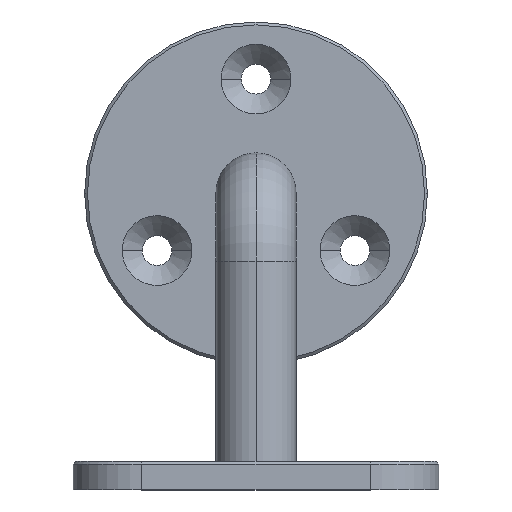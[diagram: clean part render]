
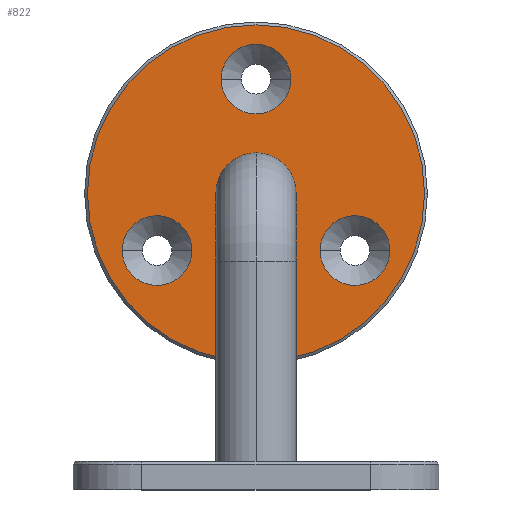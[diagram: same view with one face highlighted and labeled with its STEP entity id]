
A CAD part, top view. The second image highlights one B-rep face of the part: STEP entity #822.
In plain terms, the highlighted planar face has unit normal (0, 0, 1).
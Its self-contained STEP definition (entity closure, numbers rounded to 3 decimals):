
#111=CARTESIAN_POINT('',(0.,0.,0.));
#112=DIRECTION('',(0.,0.,1.));
#113=DIRECTION('',(0.,-1.,0.));
#114=AXIS2_PLACEMENT_3D('',#111,#112,#113);
#116=CARTESIAN_POINT('',(0.,0.,0.));
#117=DIRECTION('',(0.,0.,1.));
#118=DIRECTION('',(0.,1.,0.));
#119=AXIS2_PLACEMENT_3D('',#116,#117,#118);
#121=CARTESIAN_POINT('',(0.,20.,0.));
#122=DIRECTION('',(0.,0.,-1.));
#123=DIRECTION('',(-1.,0.,0.));
#124=AXIS2_PLACEMENT_3D('',#121,#122,#123);
#126=CARTESIAN_POINT('',(0.,20.,0.));
#127=DIRECTION('',(0.,0.,-1.));
#128=DIRECTION('',(1.,0.,0.));
#129=AXIS2_PLACEMENT_3D('',#126,#127,#128);
#131=CARTESIAN_POINT('',(-17.321,-10.,0.));
#132=DIRECTION('',(0.,0.,-1.));
#133=DIRECTION('',(-1.,0.,0.));
#134=AXIS2_PLACEMENT_3D('',#131,#132,#133);
#136=CARTESIAN_POINT('',(-17.321,-10.,0.));
#137=DIRECTION('',(0.,0.,-1.));
#138=DIRECTION('',(1.,0.,0.));
#139=AXIS2_PLACEMENT_3D('',#136,#137,#138);
#141=CARTESIAN_POINT('',(17.321,-10.,0.));
#142=DIRECTION('',(0.,0.,-1.));
#143=DIRECTION('',(-1.,0.,0.));
#144=AXIS2_PLACEMENT_3D('',#141,#142,#143);
#146=CARTESIAN_POINT('',(17.321,-10.,0.));
#147=DIRECTION('',(0.,0.,-1.));
#148=DIRECTION('',(1.,0.,0.));
#149=AXIS2_PLACEMENT_3D('',#146,#147,#148);
#151=CARTESIAN_POINT('',(0.,0.,0.));
#152=DIRECTION('',(0.,0.,1.));
#153=DIRECTION('',(1.,0.,0.));
#154=AXIS2_PLACEMENT_3D('',#151,#152,#153);
#156=CARTESIAN_POINT('',(0.,0.,0.));
#157=DIRECTION('',(0.,0.,1.));
#158=DIRECTION('',(-1.,0.,0.));
#159=AXIS2_PLACEMENT_3D('',#156,#157,#158);
#598=CARTESIAN_POINT('',(0.,-7.,0.));
#599=CARTESIAN_POINT('',(0.,7.,0.));
#600=VERTEX_POINT('',#598);
#601=VERTEX_POINT('',#599);
#658=CARTESIAN_POINT('',(-6.1,20.,0.));
#659=CARTESIAN_POINT('',(6.1,20.,0.));
#660=VERTEX_POINT('',#658);
#661=VERTEX_POINT('',#659);
#666=CARTESIAN_POINT('',(-23.421,-10.,0.));
#667=CARTESIAN_POINT('',(-11.221,-10.,0.));
#668=VERTEX_POINT('',#666);
#669=VERTEX_POINT('',#667);
#674=CARTESIAN_POINT('',(11.221,-10.,0.));
#675=CARTESIAN_POINT('',(23.421,-10.,0.));
#676=VERTEX_POINT('',#674);
#677=VERTEX_POINT('',#675);
#698=CARTESIAN_POINT('',(29.5,0.,0.));
#699=CARTESIAN_POINT('',(-29.5,0.,0.));
#700=VERTEX_POINT('',#698);
#701=VERTEX_POINT('',#699);
#788=CARTESIAN_POINT('',(0.,0.,0.));
#789=DIRECTION('',(0.,0.,1.));
#790=DIRECTION('',(-1.,0.,0.));
#791=AXIS2_PLACEMENT_3D('',#788,#789,#790);
#792=PLANE('',#791);
#794=ORIENTED_EDGE('',*,*,#793,.F.);
#795=ORIENTED_EDGE('',*,*,#778,.F.);
#796=EDGE_LOOP('',(#794,#795));
#797=FACE_OUTER_BOUND('',#796,.F.);
#799=ORIENTED_EDGE('',*,*,#798,.F.);
#801=ORIENTED_EDGE('',*,*,#800,.F.);
#802=EDGE_LOOP('',(#799,#801));
#803=FACE_BOUND('',#802,.F.);
#805=ORIENTED_EDGE('',*,*,#804,.F.);
#807=ORIENTED_EDGE('',*,*,#806,.F.);
#808=EDGE_LOOP('',(#805,#807));
#809=FACE_BOUND('',#808,.F.);
#811=ORIENTED_EDGE('',*,*,#810,.F.);
#813=ORIENTED_EDGE('',*,*,#812,.F.);
#814=EDGE_LOOP('',(#811,#813));
#815=FACE_BOUND('',#814,.F.);
#817=ORIENTED_EDGE('',*,*,#816,.T.);
#819=ORIENTED_EDGE('',*,*,#818,.T.);
#820=EDGE_LOOP('',(#817,#819));
#821=FACE_BOUND('',#820,.F.);
#115=CIRCLE('',#114,7.);
#120=CIRCLE('',#119,7.);
#125=CIRCLE('',#124,6.1);
#130=CIRCLE('',#129,6.1);
#135=CIRCLE('',#134,6.1);
#140=CIRCLE('',#139,6.1);
#145=CIRCLE('',#144,6.1);
#150=CIRCLE('',#149,6.1);
#155=CIRCLE('',#154,29.5);
#160=CIRCLE('',#159,29.5);
#778=EDGE_CURVE('',#701,#700,#160,.T.);
#793=EDGE_CURVE('',#700,#701,#155,.T.);
#798=EDGE_CURVE('',#660,#661,#125,.T.);
#800=EDGE_CURVE('',#661,#660,#130,.T.);
#804=EDGE_CURVE('',#668,#669,#135,.T.);
#806=EDGE_CURVE('',#669,#668,#140,.T.);
#810=EDGE_CURVE('',#676,#677,#145,.T.);
#812=EDGE_CURVE('',#677,#676,#150,.T.);
#816=EDGE_CURVE('',#600,#601,#115,.T.);
#818=EDGE_CURVE('',#601,#600,#120,.T.);
#822=ADVANCED_FACE('',(#797,#803,#809,#815,#821),#792,.T.);
